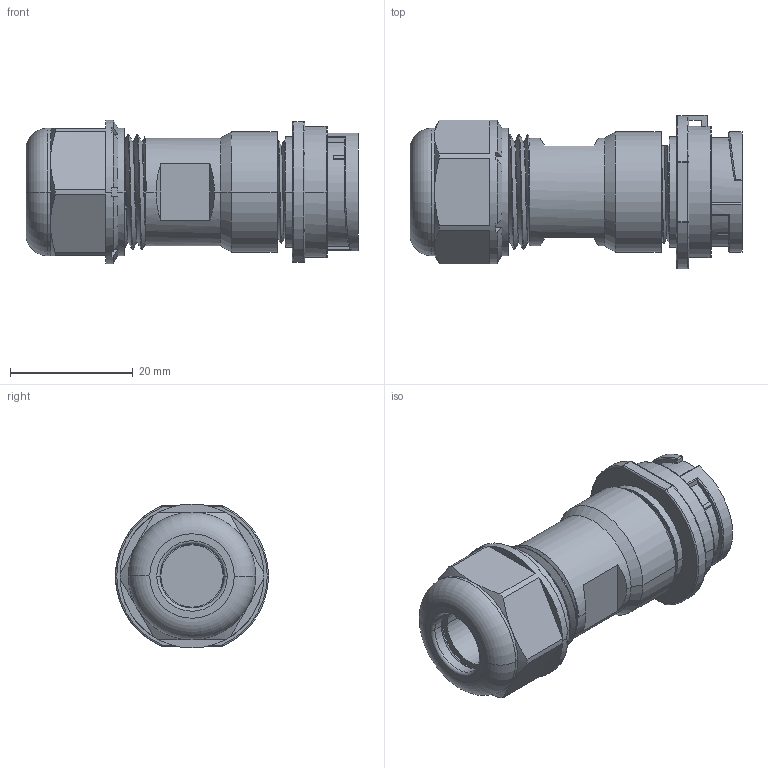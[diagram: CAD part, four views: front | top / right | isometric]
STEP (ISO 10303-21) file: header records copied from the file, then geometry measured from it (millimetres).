
FILE_DESCRIPTION((''),'2;1');
FILE_NAME('SY1711','2016-03-21T',('Administrator'),(''),'PRO/ENGINEER BY PARAMETRIC TECHNOLOGY CORPORATION, 2015240','PRO/ENGINEER BY PARAMETRIC TECHNOLOGY CORPORATION, 2015240','');
FILE_SCHEMA(('CONFIG_CONTROL_DESIGN'));
Length unit declared in the file: millimetre
Products named in the file (1): SY1711
Bounding box: 54.2 x 25 x 23.5 mm (x, y, z)
Volume: 14052 mm3; surface area: 7294.4 mm2
Topology: 1 solids, 1 shells, 331 faces, 901 edges, 582 vertices
Faces by surface type: plane 145, cylinder 104, cone 33, bspline 24, torus 15, sphere 10
Entity records: 13423 total; most frequent: CARTESIAN_POINT 5140, ORIENTED_EDGE 1782, DIRECTION 1697, EDGE_CURVE 891, AXIS2_PLACEMENT_3D 667, VERTEX_POINT 582, VECTOR 363, LINE 363
